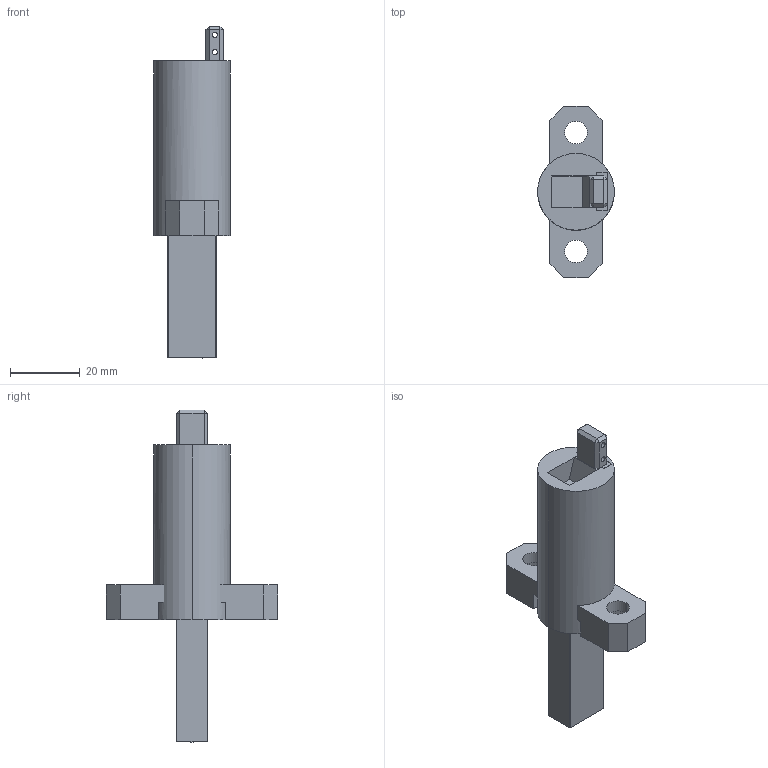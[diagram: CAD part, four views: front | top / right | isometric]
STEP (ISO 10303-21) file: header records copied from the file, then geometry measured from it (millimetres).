
FILE_DESCRIPTION (( 'STEP AP214' ), '1' );
FILE_NAME ('ŠJŽ¦—p_SR01.STEP', '2017-06-23T09:43:41', ( '' ), ( '' ), 'SwSTEP 2.0', 'SolidWorks 2016', '' );
FILE_SCHEMA (( 'AUTOMOTIVE_DESIGN' ));
Length unit declared in the file: millimetre
Products named in the file (5): 開示用_SR01_03_Holdcore; 開示用_SR01_04_Keyblock; 開示用_SR01_01_Slidecore; 開示用_SR01; 開示用_SR01_01_Holder
Assembly tree (4 placements, depth 2):
  開示用_SR01
    開示用_SR01_01_Holder
    開示用_SR01_01_Slidecore
    開示用_SR01_03_Holdcore
    開示用_SR01_04_Keyblock
Bounding box: 22 x 49 x 95 mm (x, y, z)
Volume: 25463.8 mm3; surface area: 10299.2 mm2
Topology: 5 solids, 5 shells, 106 faces, 255 edges, 163 vertices
Faces by surface type: plane 84, cylinder 18, cone 4
Entity records: 4119 total; most frequent: CARTESIAN_POINT 529, DIRECTION 525, ORIENTED_EDGE 506, EDGE_CURVE 253, LINE 207, VECTOR 207, VERTEX_POINT 163, AXIS2_PLACEMENT_3D 159
